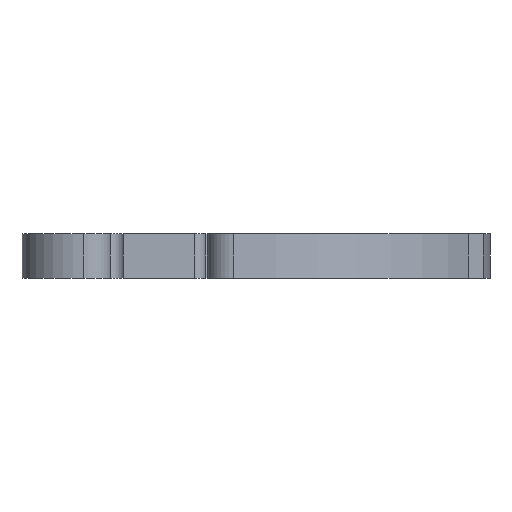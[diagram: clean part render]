
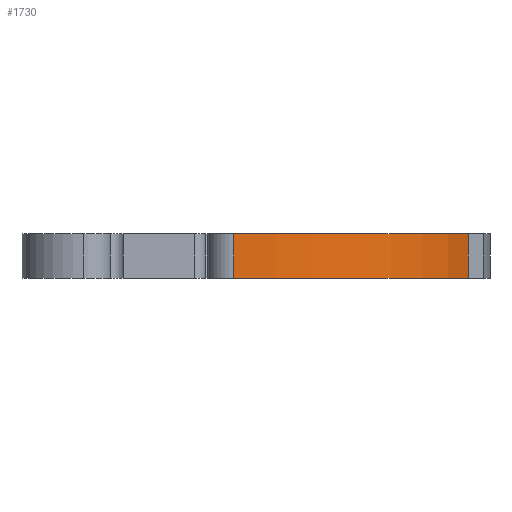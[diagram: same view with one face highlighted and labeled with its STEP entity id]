
A CAD part, left-side view. The second image highlights one B-rep face of the part: STEP entity #1730.
In plain terms, the highlighted cylindrical face has radius 58 mm (diameter 116 mm), a partial arc.
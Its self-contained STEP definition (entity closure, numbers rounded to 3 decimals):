
#136=FACE_OUTER_BOUND('',#245,.T.);
#245=EDGE_LOOP('',(#1512,#1513,#1514,#1515));
#329=CIRCLE('',#1868,58.);
#355=CIRCLE('',#1896,58.);
#434=LINE('',#2741,#595);
#504=LINE('',#2940,#665);
#595=VECTOR('',#2192,10.);
#665=VECTOR('',#2400,10.);
#797=VERTEX_POINT('',#2738);
#798=VERTEX_POINT('',#2740);
#806=VERTEX_POINT('',#2780);
#847=VERTEX_POINT('',#2879);
#978=EDGE_CURVE('',#798,#797,#434,.T.);
#1003=EDGE_CURVE('',#806,#798,#329,.T.);
#1060=EDGE_CURVE('',#847,#797,#355,.T.);
#1090=EDGE_CURVE('',#806,#847,#504,.T.);
#1512=ORIENTED_EDGE('',*,*,#978,.T.);
#1513=ORIENTED_EDGE('',*,*,#1060,.F.);
#1514=ORIENTED_EDGE('',*,*,#1090,.F.);
#1515=ORIENTED_EDGE('',*,*,#1003,.T.);
#1651=CYLINDRICAL_SURFACE('',#1925,58.);
#1730=ADVANCED_FACE('',(#136),#1651,.T.);
#1868=AXIS2_PLACEMENT_3D('',#2781,#2235,#2236);
#1896=AXIS2_PLACEMENT_3D('',#2881,#2322,#2323);
#1925=AXIS2_PLACEMENT_3D('',#2939,#2398,#2399);
#2192=DIRECTION('',(0.,0.,1.));
#2235=DIRECTION('center_axis',(0.,0.,1.));
#2236=DIRECTION('ref_axis',(-1.,0.,0.));
#2322=DIRECTION('center_axis',(0.,0.,1.));
#2323=DIRECTION('ref_axis',(-1.,0.,0.));
#2398=DIRECTION('center_axis',(0.,0.,1.));
#2399=DIRECTION('ref_axis',(-1.,0.,0.));
#2400=DIRECTION('',(0.,0.,1.));
#2738=CARTESIAN_POINT('',(26.62,54.921,10.));
#2740=CARTESIAN_POINT('',(26.62,54.921,0.));
#2741=CARTESIAN_POINT('',(26.62,54.921,0.));
#2780=CARTESIAN_POINT('',(-8.,108.,0.));
#2781=CARTESIAN_POINT('Origin',(50.,108.,0.));
#2879=CARTESIAN_POINT('',(-8.,108.,10.));
#2881=CARTESIAN_POINT('Origin',(50.,108.,10.));
#2939=CARTESIAN_POINT('Origin',(50.,108.,0.));
#2940=CARTESIAN_POINT('',(-8.,108.,0.));
